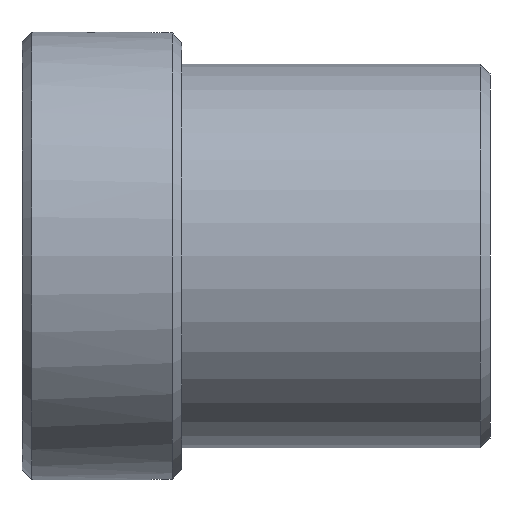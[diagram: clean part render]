
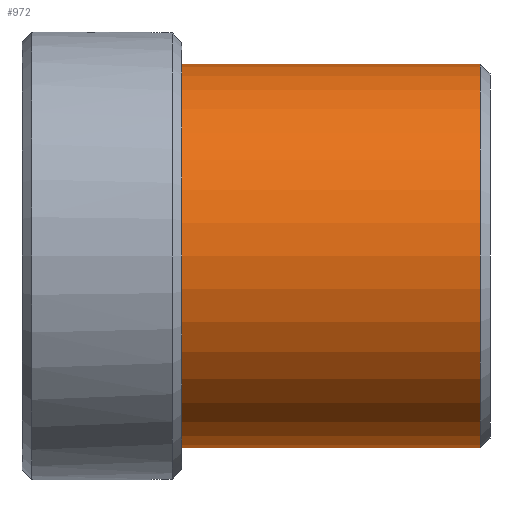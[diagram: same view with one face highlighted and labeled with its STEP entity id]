
A CAD part, front view. The second image highlights one B-rep face of the part: STEP entity #972.
In plain terms, the highlighted cylindrical face has radius 6 mm (diameter 12 mm), a partial arc.
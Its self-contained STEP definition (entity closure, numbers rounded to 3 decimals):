
#76 = DIRECTION ( 'NONE',  ( -1., 0., 0. ) ) ;
#115 = CARTESIAN_POINT ( 'NONE',  ( -6.025, 0., -6. ) ) ;
#654 = DIRECTION ( 'NONE',  ( 0., 0., 1. ) ) ;
#913 = CYLINDRICAL_SURFACE ( 'NONE', #8742, 6. ) ;
#972 = ADVANCED_FACE ( 'NONE', ( #7935 ), #913, .T. ) ;
#982 = DIRECTION ( 'NONE',  ( 0., 0., 1. ) ) ;
#1145 = LINE ( 'NONE', #3093, #6972 ) ;
#1613 = ORIENTED_EDGE ( 'NONE', *, *, #2257, .T. ) ;
#1781 = EDGE_CURVE ( 'NONE', #3386, #3553, #5656, .T. ) ;
#2257 = EDGE_CURVE ( 'NONE', #6185, #3553, #1145, .T. ) ;
#2604 = CARTESIAN_POINT ( 'NONE',  ( -15.373, 0., 6. ) ) ;
#2714 = ORIENTED_EDGE ( 'NONE', *, *, #6445, .F. ) ;
#3004 = LINE ( 'NONE', #9603, #8000 ) ;
#3093 = CARTESIAN_POINT ( 'NONE',  ( -22.647, 0., 6. ) ) ;
#3386 = VERTEX_POINT ( 'NONE', #4593 ) ;
#3439 = DIRECTION ( 'NONE',  ( -1., 0., 0. ) ) ;
#3553 = VERTEX_POINT ( 'NONE', #2604 ) ;
#3998 = EDGE_LOOP ( 'NONE', ( #2714, #9785, #1613, #7040 ) ) ;
#4508 = CARTESIAN_POINT ( 'NONE',  ( -6.025, 0., 0. ) ) ;
#4593 = CARTESIAN_POINT ( 'NONE',  ( -15.373, 0., -6. ) ) ;
#4734 = DIRECTION ( 'NONE',  ( -1., 0., 0. ) ) ;
#5605 = CIRCLE ( 'NONE', #6561, 6. ) ;
#5656 = CIRCLE ( 'NONE', #8498, 6. ) ;
#6097 = CARTESIAN_POINT ( 'NONE',  ( -6.025, 0., 6. ) ) ;
#6185 = VERTEX_POINT ( 'NONE', #6097 ) ;
#6341 = DIRECTION ( 'NONE',  ( 0., 0., 1. ) ) ;
#6445 = EDGE_CURVE ( 'NONE', #8919, #3386, #3004, .T. ) ;
#6561 = AXIS2_PLACEMENT_3D ( 'NONE', #4508, #9689, #654 ) ;
#6972 = VECTOR ( 'NONE', #76, 1000. ) ;
#7040 = ORIENTED_EDGE ( 'NONE', *, *, #1781, .F. ) ;
#7864 = DIRECTION ( 'NONE',  ( -1., 0., 0. ) ) ;
#7935 = FACE_OUTER_BOUND ( 'NONE', #3998, .T. ) ;
#8000 = VECTOR ( 'NONE', #3439, 1000. ) ;
#8069 = CARTESIAN_POINT ( 'NONE',  ( -15.373, 0., 0. ) ) ;
#8498 = AXIS2_PLACEMENT_3D ( 'NONE', #8069, #4734, #982 ) ;
#8742 = AXIS2_PLACEMENT_3D ( 'NONE', #9453, #7864, #6341 ) ;
#8919 = VERTEX_POINT ( 'NONE', #115 ) ;
#9453 = CARTESIAN_POINT ( 'NONE',  ( -22.647, 0., 0. ) ) ;
#9603 = CARTESIAN_POINT ( 'NONE',  ( -22.647, 0., -6. ) ) ;
#9648 = EDGE_CURVE ( 'NONE', #8919, #6185, #5605, .T. ) ;
#9689 = DIRECTION ( 'NONE',  ( -1., 0., 0. ) ) ;
#9785 = ORIENTED_EDGE ( 'NONE', *, *, #9648, .T. ) ;
